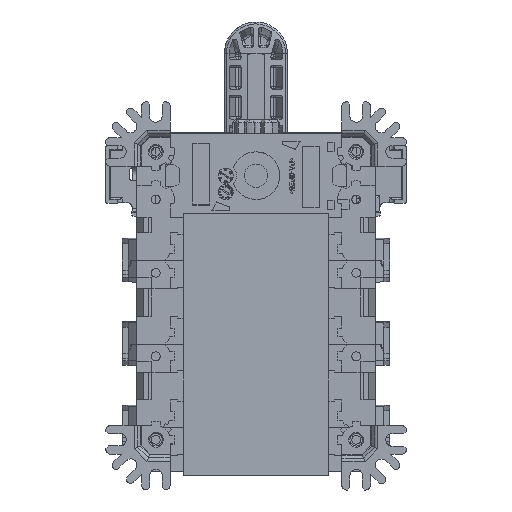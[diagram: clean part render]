
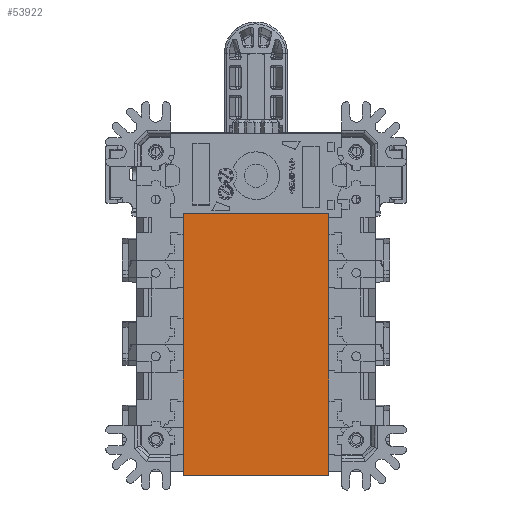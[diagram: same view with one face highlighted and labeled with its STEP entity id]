
A CAD part, front view. The second image highlights one B-rep face of the part: STEP entity #53922.
In plain terms, the highlighted planar face has unit normal (0, -1, -0.008).
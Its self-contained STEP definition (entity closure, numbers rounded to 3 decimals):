
#2246=DIRECTION('',(0.,0.008,-1.));
#2247=VECTOR('',#2246,109.5);
#2248=CARTESIAN_POINT('',(-53.405,31.629,45.001));
#2249=LINE('',#2248,#2247);
#2388=DIRECTION('',(0.,0.008,-1.));
#2389=VECTOR('',#2388,109.5);
#2390=CARTESIAN_POINT('',(7.595,31.629,45.001));
#2391=LINE('',#2390,#2389);
#2396=DIRECTION('',(1.,0.,0.));
#2397=VECTOR('',#2396,61.);
#2398=CARTESIAN_POINT('',(-53.405,31.629,45.001));
#2399=LINE('',#2398,#2397);
#2424=DIRECTION('',(-1.,0.,0.));
#2425=VECTOR('',#2424,61.);
#2426=CARTESIAN_POINT('',(7.595,32.525,-64.496));
#2427=LINE('',#2426,#2425);
#49890=CARTESIAN_POINT('',(-53.405,32.525,
-64.496));
#49892=VERTEX_POINT('',#49890);
#49896=CARTESIAN_POINT('',(7.595,32.525,
-64.496));
#49897=VERTEX_POINT('',#49896);
#50175=CARTESIAN_POINT('',(7.595,31.629,45.001));
#50177=VERTEX_POINT('',#50175);
#50181=CARTESIAN_POINT('',(-53.405,31.629,
45.001));
#50182=VERTEX_POINT('',#50181);
#53909=CARTESIAN_POINT('',(-22.905,32.489,
-60.121));
#53910=DIRECTION('',(0.,1.,0.008));
#53911=DIRECTION('',(1.,0.,0.));
#53912=AXIS2_PLACEMENT_3D('',#53909,#53910,#53911);
#53913=PLANE('',#53912);
#53914=ORIENTED_EDGE('',*,*,#53532,.F.);
#53916=ORIENTED_EDGE('',*,*,#53915,.T.);
#53917=ORIENTED_EDGE('',*,*,#53853,.T.);
#53919=ORIENTED_EDGE('',*,*,#53918,.T.);
#53920=EDGE_LOOP('',(#53914,#53916,#53917,#53919));
#53921=FACE_OUTER_BOUND('',#53920,.F.);
#53532=EDGE_CURVE('',#50182,#49892,#2249,.T.);
#53853=EDGE_CURVE('',#50177,#49897,#2391,.T.);
#53915=EDGE_CURVE('',#50182,#50177,#2399,.T.);
#53918=EDGE_CURVE('',#49897,#49892,#2427,.T.);
#53922=ADVANCED_FACE('',(#53921),#53913,.F.);
